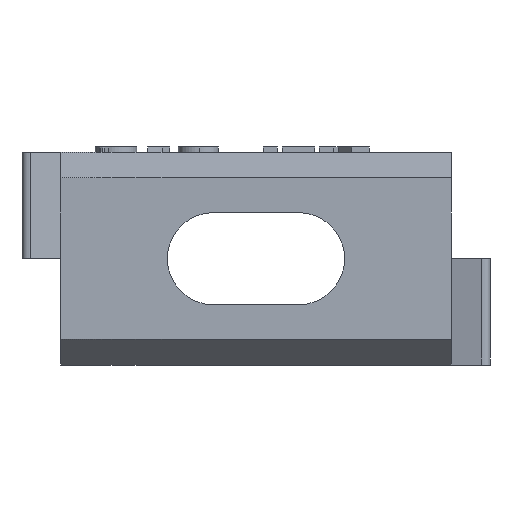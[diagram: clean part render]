
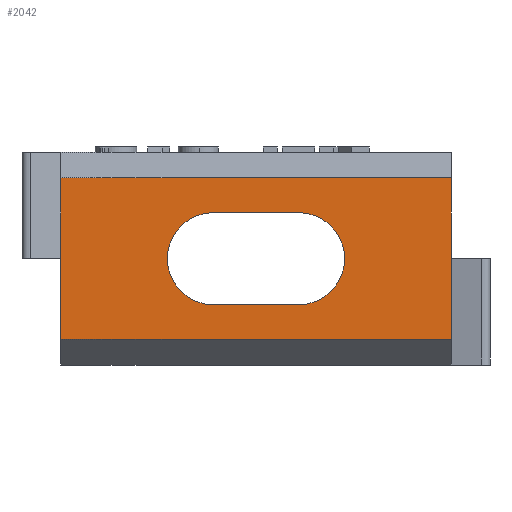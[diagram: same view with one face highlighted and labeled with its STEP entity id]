
A CAD part, front view. The second image highlights one B-rep face of the part: STEP entity #2042.
In plain terms, the highlighted planar face has unit normal (0, -1, 0).
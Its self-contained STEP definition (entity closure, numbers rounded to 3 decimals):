
#48 = DIRECTION ( 'NONE',  ( 1., 0., 0. ) ) ;
#65 = VECTOR ( 'NONE', #138, 1000. ) ;
#119 = ORIENTED_EDGE ( 'NONE', *, *, #3294, .T. ) ;
#138 = DIRECTION ( 'NONE',  ( -1., 0., 0. ) ) ;
#139 = DIRECTION ( 'NONE',  ( -1., 0., 0. ) ) ;
#166 = CARTESIAN_POINT ( 'NONE',  ( 10., 0., 6. ) ) ;
#460 = FACE_OUTER_BOUND ( 'NONE', #648, .T. ) ;
#560 = CARTESIAN_POINT ( 'NONE',  ( -2.4, 0., -2.6 ) ) ;
#648 = EDGE_LOOP ( 'NONE', ( #4172, #1335, #3648, #5410 ) ) ;
#838 = EDGE_CURVE ( 'NONE', #5192, #3286, #3533, .T. ) ;
#868 = VECTOR ( 'NONE', #5247, 1000. ) ;
#1029 = PLANE ( 'NONE',  #1080 ) ;
#1080 = AXIS2_PLACEMENT_3D ( 'NONE', #166, #2870, #139 ) ;
#1129 = VECTOR ( 'NONE', #3040, 1000. ) ;
#1240 = EDGE_CURVE ( 'NONE', #5284, #5447, #2626, .T. ) ;
#1335 = ORIENTED_EDGE ( 'NONE', *, *, #5061, .T. ) ;
#1411 = EDGE_LOOP ( 'NONE', ( #119, #1435, #2596, #1934 ) ) ;
#1435 = ORIENTED_EDGE ( 'NONE', *, *, #4617, .T. ) ;
#1542 = DIRECTION ( 'NONE',  ( 1., 0., 0. ) ) ;
#1673 = VERTEX_POINT ( 'NONE', #3185 ) ;
#1768 = AXIS2_PLACEMENT_3D ( 'NONE', #4716, #2035, #5172 ) ;
#1934 = ORIENTED_EDGE ( 'NONE', *, *, #838, .T. ) ;
#2035 = DIRECTION ( 'NONE',  ( 0., 1., 0. ) ) ;
#2042 = ADVANCED_FACE ( 'NONE', ( #4074, #460 ), #1029, .F. ) ;
#2163 = CIRCLE ( 'NONE', #1768, 2.6 ) ;
#2376 = LINE ( 'NONE', #2565, #1129 ) ;
#2398 = DIRECTION ( 'NONE',  ( 0., 1., 0. ) ) ;
#2444 = CARTESIAN_POINT ( 'NONE',  ( -2.4, 0., -2.6 ) ) ;
#2491 = CARTESIAN_POINT ( 'NONE',  ( -13.2, 0., 4.557 ) ) ;
#2565 = CARTESIAN_POINT ( 'NONE',  ( 11., 0., 6.369 ) ) ;
#2596 = ORIENTED_EDGE ( 'NONE', *, *, #5773, .T. ) ;
#2610 = LINE ( 'NONE', #560, #65 ) ;
#2626 = LINE ( 'NONE', #2491, #4835 ) ;
#2693 = VERTEX_POINT ( 'NONE', #2849 ) ;
#2849 = CARTESIAN_POINT ( 'NONE',  ( 11., 0., -4.557 ) ) ;
#2866 = CARTESIAN_POINT ( 'NONE',  ( 2.4, 0., 2.6 ) ) ;
#2870 = DIRECTION ( 'NONE',  ( 0., 1., 0. ) ) ;
#2999 = CARTESIAN_POINT ( 'NONE',  ( -2.4, 0., 2.6 ) ) ;
#3040 = DIRECTION ( 'NONE',  ( 0., 0., -1. ) ) ;
#3185 = CARTESIAN_POINT ( 'NONE',  ( -11., 0., -4.557 ) ) ;
#3245 = CARTESIAN_POINT ( 'NONE',  ( 11., 0., 4.557 ) ) ;
#3286 = VERTEX_POINT ( 'NONE', #2866 ) ;
#3294 = EDGE_CURVE ( 'NONE', #3286, #3375, #5133, .T. ) ;
#3351 = CARTESIAN_POINT ( 'NONE',  ( 2.4, 0., -2.6 ) ) ;
#3375 = VERTEX_POINT ( 'NONE', #3351 ) ;
#3533 = LINE ( 'NONE', #2999, #4421 ) ;
#3648 = ORIENTED_EDGE ( 'NONE', *, *, #4427, .T. ) ;
#4069 = VERTEX_POINT ( 'NONE', #2444 ) ;
#4074 = FACE_BOUND ( 'NONE', #1411, .T. ) ;
#4172 = ORIENTED_EDGE ( 'NONE', *, *, #1240, .F. ) ;
#4203 = LINE ( 'NONE', #4953, #5231 ) ;
#4254 = AXIS2_PLACEMENT_3D ( 'NONE', #5066, #2398, #5490 ) ;
#4421 = VECTOR ( 'NONE', #5527, 1000. ) ;
#4427 = EDGE_CURVE ( 'NONE', #1673, #2693, #4203, .T. ) ;
#4462 = LINE ( 'NONE', #4807, #868 ) ;
#4499 = CARTESIAN_POINT ( 'NONE',  ( -11., 0., 4.557 ) ) ;
#4617 = EDGE_CURVE ( 'NONE', #3375, #4069, #2610, .T. ) ;
#4716 = CARTESIAN_POINT ( 'NONE',  ( -2.4, 0., 0. ) ) ;
#4807 = CARTESIAN_POINT ( 'NONE',  ( -11., 0., 6.369 ) ) ;
#4835 = VECTOR ( 'NONE', #1542, 1000. ) ;
#4949 = EDGE_CURVE ( 'NONE', #5447, #2693, #2376, .T. ) ;
#4953 = CARTESIAN_POINT ( 'NONE',  ( -13.2, 0., -4.557 ) ) ;
#5061 = EDGE_CURVE ( 'NONE', #5284, #1673, #4462, .T. ) ;
#5066 = CARTESIAN_POINT ( 'NONE',  ( 2.4, 0., 0. ) ) ;
#5133 = CIRCLE ( 'NONE', #4254, 2.6 ) ;
#5172 = DIRECTION ( 'NONE',  ( 0., 0., 1. ) ) ;
#5192 = VERTEX_POINT ( 'NONE', #5340 ) ;
#5231 = VECTOR ( 'NONE', #48, 1000. ) ;
#5247 = DIRECTION ( 'NONE',  ( 0., 0., -1. ) ) ;
#5284 = VERTEX_POINT ( 'NONE', #4499 ) ;
#5340 = CARTESIAN_POINT ( 'NONE',  ( -2.4, 0., 2.6 ) ) ;
#5410 = ORIENTED_EDGE ( 'NONE', *, *, #4949, .F. ) ;
#5447 = VERTEX_POINT ( 'NONE', #3245 ) ;
#5490 = DIRECTION ( 'NONE',  ( 0., 0., 1. ) ) ;
#5527 = DIRECTION ( 'NONE',  ( 1., 0., 0. ) ) ;
#5773 = EDGE_CURVE ( 'NONE', #4069, #5192, #2163, .T. ) ;
